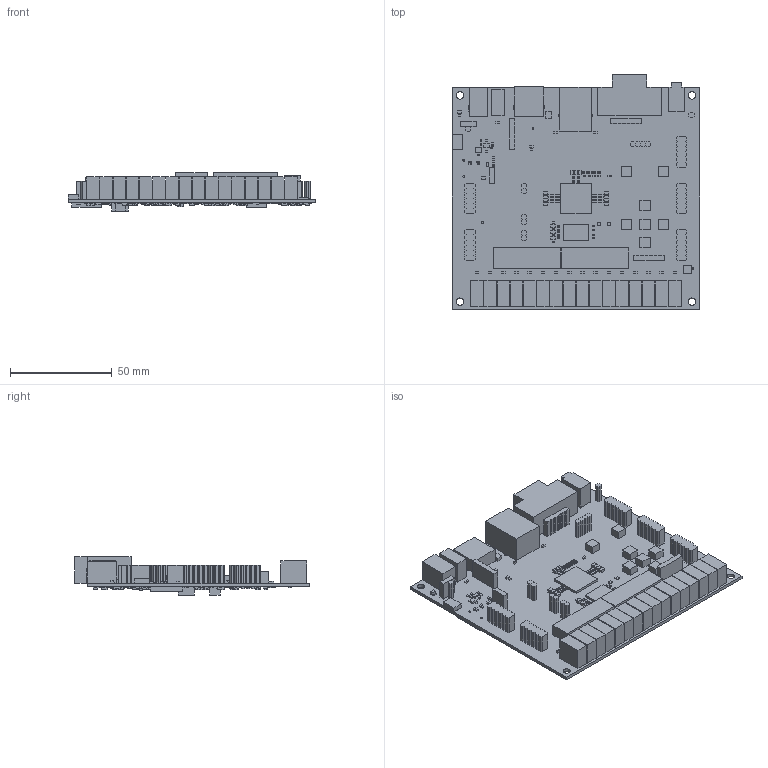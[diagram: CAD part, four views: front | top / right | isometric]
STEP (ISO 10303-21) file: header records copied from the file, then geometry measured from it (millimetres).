
FILE_DESCRIPTION(('Open CASCADE Model'),'2;1');
FILE_NAME('Open CASCADE Shape Model','2019-01-08T15:37:40',('Author'),( 'Open CASCADE'),'Open CASCADE STEP processor 6.8','Open CASCADE 6.8' ,'Unknown');
FILE_SCHEMA(('AUTOMOTIVE_DESIGN { 1 0 10303 214 1 1 1 1 }'));
Length unit declared in the file: millimetre
Products named in the file (765): PCB; Board; FB4; 6219569024; Extruded; IC25; 5868746496; R222; C211; 6219568448; C210; 5869240960; C209; C208; C207; 6219568640; R284; R243; C206; R283; 6219569216; C205; C204; C203; C202; C201; C200; C199; C198; C197; C196; C195; R271; 6219568832; R270; R269; R268; R267; R266; C193 ...
Assembly tree (1338 placements, depth 4):
  PCB
    Board
    FB4
      6219569024
        Extruded
    IC25
      5868746496
        Extruded
    R222
      6219569024
        Extruded
    C211
      6219568448
        Extruded
    C210
      5869240960
        Extruded
    C209
      6219568448
        Extruded
    C208
      6219568448
        Extruded
    C207
      6219568640
        Extruded
    R284
      6219569024
        Extruded
    R243
      6219569024
        Extruded
    C206
      6219569024
        Extruded
    R283
      6219569216
        Extruded
    C205
      6219568448
        Extruded
    C204
      6219568448
        Extruded
    C203
      6219569216
        Extruded
    C202
      6219569216
        Extruded
    C201
      6219569216
        Extruded
    C200
      6219569216
        Extruded
    C199
      6219569216
        Extruded
    C198
Bounding box: 122 x 115.61 x 18.81 mm (x, y, z)
Volume: 63741.7 mm3; surface area: 59583.5 mm2
Topology: 638 solids, 638 shells, 4362 faces, 9258 edges, 6172 vertices
Faces by surface type: plane 4135, cylinder 227
Full cylindrical faces by diameter (mm): 0.711 x24, 0.89 x8, 1 x4, 1.067 x163, 1.6 x2, 2.4 x2, 3.175 x2, 3.25 x2, 3.658 x4
Entity records: 42274 total; most frequent: DIRECTION 6538, CARTESIAN_POINT 5247, ORIENTED_EDGE 3780, AXIS2_PLACEMENT_3D 2551, PRODUCT_DEFINITION_SHAPE 2103, EDGE_CURVE 1890, LINE 1436, VECTOR 1436
